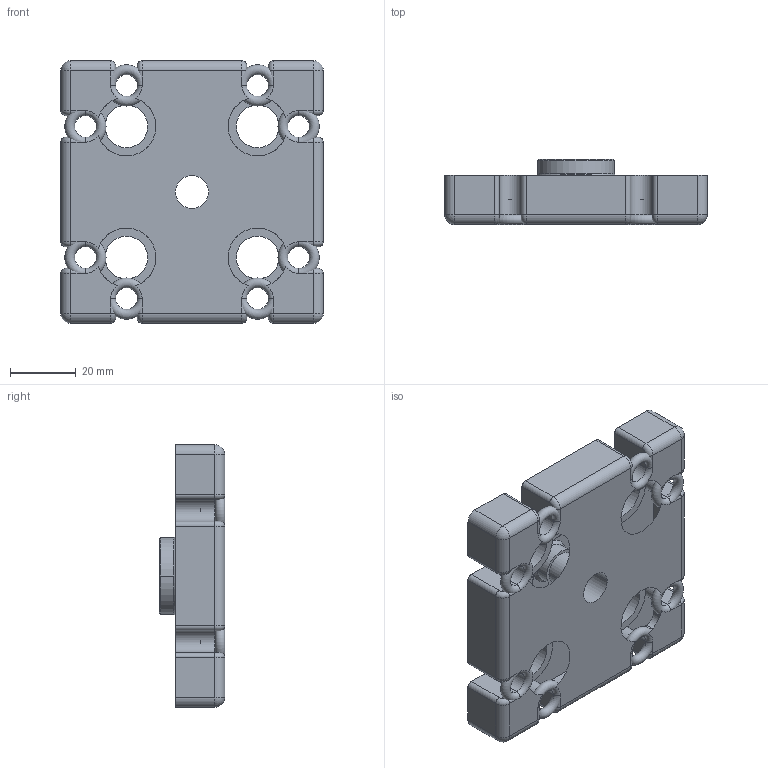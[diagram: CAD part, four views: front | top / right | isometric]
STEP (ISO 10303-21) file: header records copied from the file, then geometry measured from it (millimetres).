
FILE_DESCRIPTION (( 'STEP AP203' ), '1' );
FILE_NAME ('3_842_529_416_Bosch.step', '2024-06-10T08:33:16', ( '' ), ( '' ), 'SwSTEP 2.0', 'SolidWorks 2014', '' );
FILE_SCHEMA (( 'CONFIG_CONTROL_DESIGN' ));
Length unit declared in the file: millimetre
Products named in the file (1): 3_842_529_416_Bosch
Bounding box: 80 x 20 x 80 mm (x, y, z)
Volume: 1705.5 mm3; surface area: 21103.9 mm2
Topology: 8 solids, 9 shells, 152 faces, 382 edges, 234 vertices
Faces by surface type: cylinder 72, plane 40, torus 24, cone 12, sphere 4
Full cylindrical faces by diameter (mm): 18 x4
Entity records: 4541 total; most frequent: DIRECTION 866, CARTESIAN_POINT 741, ORIENTED_EDGE 740, EDGE_CURVE 370, AXIS2_PLACEMENT_3D 351, VERTEX_POINT 226, CIRCLE 198, EDGE_LOOP 168
